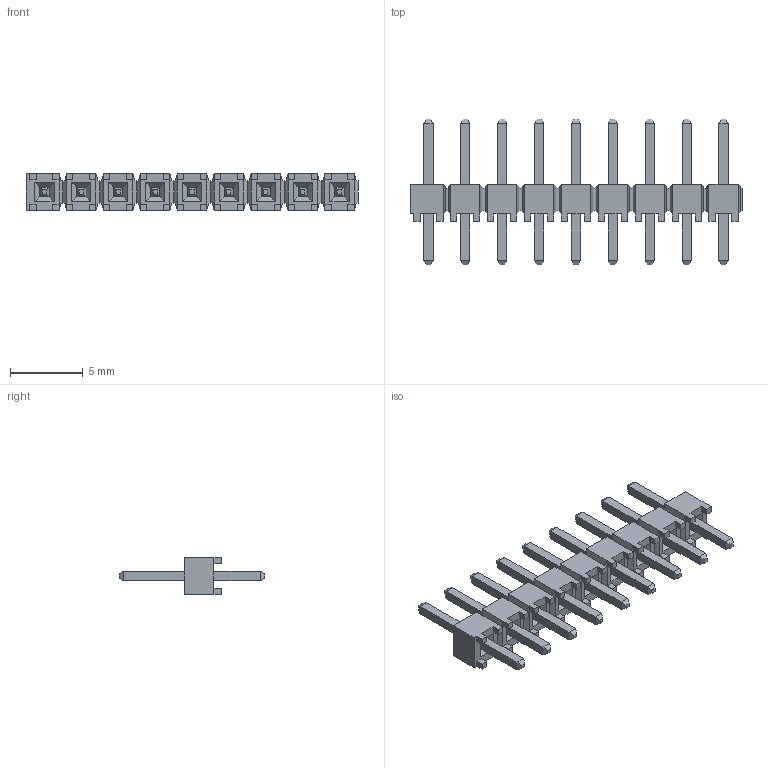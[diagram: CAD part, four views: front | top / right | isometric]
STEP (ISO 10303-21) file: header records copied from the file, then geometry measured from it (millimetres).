
FILE_DESCRIPTION (( 'STEP AP214' ), '1' );
FILE_NAME ('BG030-09-G-0450-0300-N-G.STEP', '2014-05-27T12:35:44', ( 'Master' ), ( '' ), 'SwSTEP 2.0', 'SolidWorks 2013', '' );
FILE_SCHEMA (( 'AUTOMOTIVE_DESIGN' ));
Length unit declared in the file: millimetre
Products named in the file (1): BG030-09-G-0450-0300-N-G
Bounding box: 22.86 x 10.04 x 2.54 mm (x, y, z)
Volume: 137 mm3; surface area: 474.3 mm2
Topology: 1 solids, 1 shells, 502 faces, 1272 edges, 790 vertices
Faces by surface type: plane 502
Entity records: 18307 total; most frequent: CARTESIAN_POINT 2565, ORIENTED_EDGE 2544, DIRECTION 2278, EDGE_CURVE 1272, LINE 1272, VECTOR 1272, VERTEX_POINT 790, EDGE_LOOP 520
